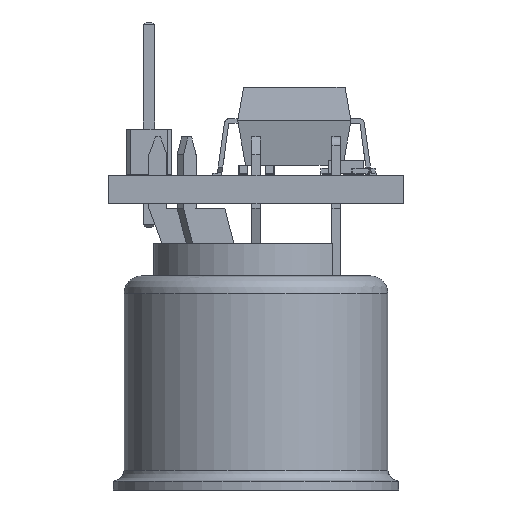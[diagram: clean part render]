
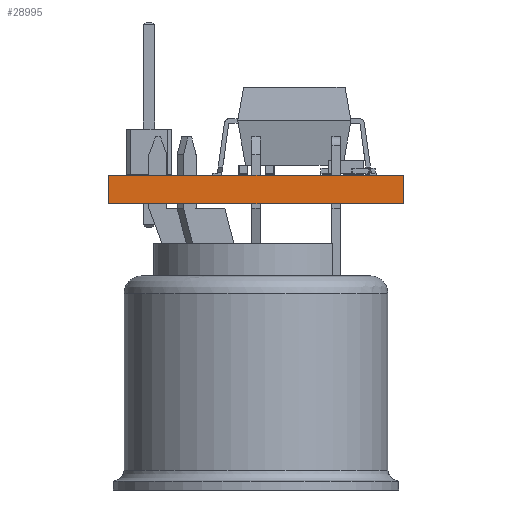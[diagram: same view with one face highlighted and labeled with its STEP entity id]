
A CAD part, left-side view. The second image highlights one B-rep face of the part: STEP entity #28995.
In plain terms, the highlighted planar face has unit normal (-1, 0, 0).
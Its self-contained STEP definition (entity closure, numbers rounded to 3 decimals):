
#28995 = ADVANCED_FACE('',(#28996),#29010,.F.);
#28996 = FACE_BOUND('',#28997,.F.);
#28997 = EDGE_LOOP('',(#28998,#29033,#29061,#29089));
#28998 = ORIENTED_EDGE('',*,*,#28999,.T.);
#28999 = EDGE_CURVE('',#29000,#29002,#29004,.T.);
#29000 = VERTEX_POINT('',#29001);
#29001 = CARTESIAN_POINT('',(104.425,-60.,0.));
#29002 = VERTEX_POINT('',#29003);
#29003 = CARTESIAN_POINT('',(104.425,-60.,1.6));
#29004 = SURFACE_CURVE('',#29005,(#29009,#29021),.PCURVE_S1.);
#29005 = LINE('',#29006,#29007);
#29006 = CARTESIAN_POINT('',(104.425,-60.,0.));
#29007 = VECTOR('',#29008,1.);
#29008 = DIRECTION('',(0.,0.,1.));
#29009 = PCURVE('',#29010,#29015);
#29010 = PLANE('',#29011);
#29011 = AXIS2_PLACEMENT_3D('',#29012,#29013,#29014);
#29012 = CARTESIAN_POINT('',(104.425,-60.,0.));
#29013 = DIRECTION('',(1.,0.,-0.));
#29014 = DIRECTION('',(0.,-1.,0.));
#29015 = DEFINITIONAL_REPRESENTATION('',(#29016),#29020);
#29016 = LINE('',#29017,#29018);
#29017 = CARTESIAN_POINT('',(0.,0.));
#29018 = VECTOR('',#29019,1.);
#29019 = DIRECTION('',(0.,-1.));
#29020 = ( GEOMETRIC_REPRESENTATION_CONTEXT(2) 
PARAMETRIC_REPRESENTATION_CONTEXT() REPRESENTATION_CONTEXT('2D SPACE',''
  ) );
#29021 = PCURVE('',#29022,#29027);
#29022 = PLANE('',#29023);
#29023 = AXIS2_PLACEMENT_3D('',#29024,#29025,#29026);
#29024 = CARTESIAN_POINT('',(162.925,-60.,0.));
#29025 = DIRECTION('',(0.,-1.,0.));
#29026 = DIRECTION('',(-1.,0.,0.));
#29027 = DEFINITIONAL_REPRESENTATION('',(#29028),#29032);
#29028 = LINE('',#29029,#29030);
#29029 = CARTESIAN_POINT('',(58.5,0.));
#29030 = VECTOR('',#29031,1.);
#29031 = DIRECTION('',(0.,-1.));
#29032 = ( GEOMETRIC_REPRESENTATION_CONTEXT(2) 
PARAMETRIC_REPRESENTATION_CONTEXT() REPRESENTATION_CONTEXT('2D SPACE',''
  ) );
#29033 = ORIENTED_EDGE('',*,*,#29034,.T.);
#29034 = EDGE_CURVE('',#29002,#29035,#29037,.T.);
#29035 = VERTEX_POINT('',#29036);
#29036 = CARTESIAN_POINT('',(104.425,-76.5,1.6));
#29037 = SURFACE_CURVE('',#29038,(#29042,#29049),.PCURVE_S1.);
#29038 = LINE('',#29039,#29040);
#29039 = CARTESIAN_POINT('',(104.425,-60.,1.6));
#29040 = VECTOR('',#29041,1.);
#29041 = DIRECTION('',(0.,-1.,0.));
#29042 = PCURVE('',#29010,#29043);
#29043 = DEFINITIONAL_REPRESENTATION('',(#29044),#29048);
#29044 = LINE('',#29045,#29046);
#29045 = CARTESIAN_POINT('',(0.,-1.6));
#29046 = VECTOR('',#29047,1.);
#29047 = DIRECTION('',(1.,0.));
#29048 = ( GEOMETRIC_REPRESENTATION_CONTEXT(2) 
PARAMETRIC_REPRESENTATION_CONTEXT() REPRESENTATION_CONTEXT('2D SPACE',''
  ) );
#29049 = PCURVE('',#29050,#29055);
#29050 = PLANE('',#29051);
#29051 = AXIS2_PLACEMENT_3D('',#29052,#29053,#29054);
#29052 = CARTESIAN_POINT('',(133.675,-68.25,1.6));
#29053 = DIRECTION('',(0.,0.,1.));
#29054 = DIRECTION('',(1.,0.,-0.));
#29055 = DEFINITIONAL_REPRESENTATION('',(#29056),#29060);
#29056 = LINE('',#29057,#29058);
#29057 = CARTESIAN_POINT('',(-29.25,8.25));
#29058 = VECTOR('',#29059,1.);
#29059 = DIRECTION('',(0.,-1.));
#29060 = ( GEOMETRIC_REPRESENTATION_CONTEXT(2) 
PARAMETRIC_REPRESENTATION_CONTEXT() REPRESENTATION_CONTEXT('2D SPACE',''
  ) );
#29061 = ORIENTED_EDGE('',*,*,#29062,.F.);
#29062 = EDGE_CURVE('',#29063,#29035,#29065,.T.);
#29063 = VERTEX_POINT('',#29064);
#29064 = CARTESIAN_POINT('',(104.425,-76.5,0.));
#29065 = SURFACE_CURVE('',#29066,(#29070,#29077),.PCURVE_S1.);
#29066 = LINE('',#29067,#29068);
#29067 = CARTESIAN_POINT('',(104.425,-76.5,0.));
#29068 = VECTOR('',#29069,1.);
#29069 = DIRECTION('',(0.,0.,1.));
#29070 = PCURVE('',#29010,#29071);
#29071 = DEFINITIONAL_REPRESENTATION('',(#29072),#29076);
#29072 = LINE('',#29073,#29074);
#29073 = CARTESIAN_POINT('',(16.5,0.));
#29074 = VECTOR('',#29075,1.);
#29075 = DIRECTION('',(0.,-1.));
#29076 = ( GEOMETRIC_REPRESENTATION_CONTEXT(2) 
PARAMETRIC_REPRESENTATION_CONTEXT() REPRESENTATION_CONTEXT('2D SPACE',''
  ) );
#29077 = PCURVE('',#29078,#29083);
#29078 = PLANE('',#29079);
#29079 = AXIS2_PLACEMENT_3D('',#29080,#29081,#29082);
#29080 = CARTESIAN_POINT('',(104.425,-76.5,0.));
#29081 = DIRECTION('',(0.,1.,0.));
#29082 = DIRECTION('',(1.,0.,0.));
#29083 = DEFINITIONAL_REPRESENTATION('',(#29084),#29088);
#29084 = LINE('',#29085,#29086);
#29085 = CARTESIAN_POINT('',(0.,0.));
#29086 = VECTOR('',#29087,1.);
#29087 = DIRECTION('',(0.,-1.));
#29088 = ( GEOMETRIC_REPRESENTATION_CONTEXT(2) 
PARAMETRIC_REPRESENTATION_CONTEXT() REPRESENTATION_CONTEXT('2D SPACE',''
  ) );
#29089 = ORIENTED_EDGE('',*,*,#29090,.F.);
#29090 = EDGE_CURVE('',#29000,#29063,#29091,.T.);
#29091 = SURFACE_CURVE('',#29092,(#29096,#29103),.PCURVE_S1.);
#29092 = LINE('',#29093,#29094);
#29093 = CARTESIAN_POINT('',(104.425,-60.,0.));
#29094 = VECTOR('',#29095,1.);
#29095 = DIRECTION('',(0.,-1.,0.));
#29096 = PCURVE('',#29010,#29097);
#29097 = DEFINITIONAL_REPRESENTATION('',(#29098),#29102);
#29098 = LINE('',#29099,#29100);
#29099 = CARTESIAN_POINT('',(0.,0.));
#29100 = VECTOR('',#29101,1.);
#29101 = DIRECTION('',(1.,0.));
#29102 = ( GEOMETRIC_REPRESENTATION_CONTEXT(2) 
PARAMETRIC_REPRESENTATION_CONTEXT() REPRESENTATION_CONTEXT('2D SPACE',''
  ) );
#29103 = PCURVE('',#29104,#29109);
#29104 = PLANE('',#29105);
#29105 = AXIS2_PLACEMENT_3D('',#29106,#29107,#29108);
#29106 = CARTESIAN_POINT('',(133.675,-68.25,0.));
#29107 = DIRECTION('',(0.,0.,1.));
#29108 = DIRECTION('',(1.,0.,-0.));
#29109 = DEFINITIONAL_REPRESENTATION('',(#29110),#29114);
#29110 = LINE('',#29111,#29112);
#29111 = CARTESIAN_POINT('',(-29.25,8.25));
#29112 = VECTOR('',#29113,1.);
#29113 = DIRECTION('',(0.,-1.));
#29114 = ( GEOMETRIC_REPRESENTATION_CONTEXT(2) 
PARAMETRIC_REPRESENTATION_CONTEXT() REPRESENTATION_CONTEXT('2D SPACE',''
  ) );
